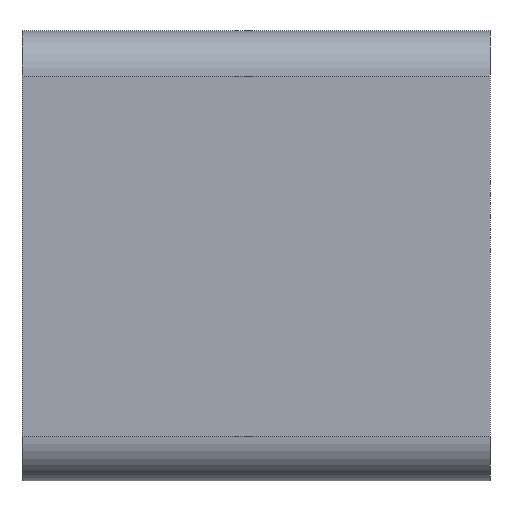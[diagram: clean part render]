
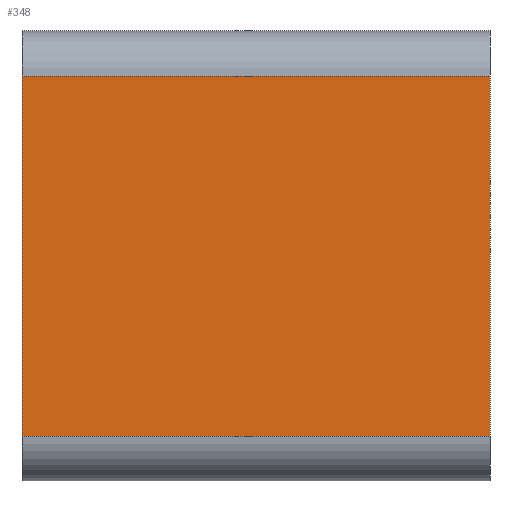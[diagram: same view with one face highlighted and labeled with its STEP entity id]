
A CAD part, front view. The second image highlights one B-rep face of the part: STEP entity #348.
In plain terms, the highlighted planar face has unit normal (0, -1, 0).
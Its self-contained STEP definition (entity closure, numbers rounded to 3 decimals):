
#42=FACE_OUTER_BOUND('',#62,.T.);
#62=EDGE_LOOP('',(#315,#316,#317,#318));
#70=LINE('',#536,#102);
#84=LINE('',#574,#116);
#87=LINE('',#581,#119);
#90=LINE('',#592,#122);
#102=VECTOR('',#427,10.);
#116=VECTOR('',#469,10.);
#119=VECTOR('',#476,10.);
#122=VECTOR('',#487,10.);
#151=VERTEX_POINT('',#521);
#158=VERTEX_POINT('',#534);
#167=VERTEX_POINT('',#570);
#170=VERTEX_POINT('',#580);
#190=EDGE_CURVE('',#158,#151,#70,.T.);
#209=EDGE_CURVE('',#151,#167,#84,.T.);
#212=EDGE_CURVE('',#167,#170,#87,.T.);
#218=EDGE_CURVE('',#170,#158,#90,.T.);
#315=ORIENTED_EDGE('',*,*,#209,.F.);
#316=ORIENTED_EDGE('',*,*,#190,.F.);
#317=ORIENTED_EDGE('',*,*,#218,.F.);
#318=ORIENTED_EDGE('',*,*,#212,.F.);
#329=PLANE('',#397);
#348=ADVANCED_FACE('',(#42),#329,.T.);
#397=AXIS2_PLACEMENT_3D('',#601,#500,#501);
#427=DIRECTION('',(0.,0.,1.));
#469=DIRECTION('',(1.,0.,0.));
#476=DIRECTION('',(0.,0.,-1.));
#487=DIRECTION('',(-1.,0.,0.));
#500=DIRECTION('center_axis',(0.,-1.,0.));
#501=DIRECTION('ref_axis',(0.,0.,-1.));
#521=CARTESIAN_POINT('',(-2.,-70.,45.));
#534=CARTESIAN_POINT('',(-2.,-70.,5.));
#536=CARTESIAN_POINT('',(-2.,-70.,0.));
#570=CARTESIAN_POINT('',(50.,-70.,45.));
#574=CARTESIAN_POINT('',(0.,-70.,45.));
#580=CARTESIAN_POINT('',(50.,-70.,5.));
#581=CARTESIAN_POINT('',(50.,-70.,0.));
#592=CARTESIAN_POINT('',(0.,-70.,5.));
#601=CARTESIAN_POINT('Origin',(0.,-70.,50.));
